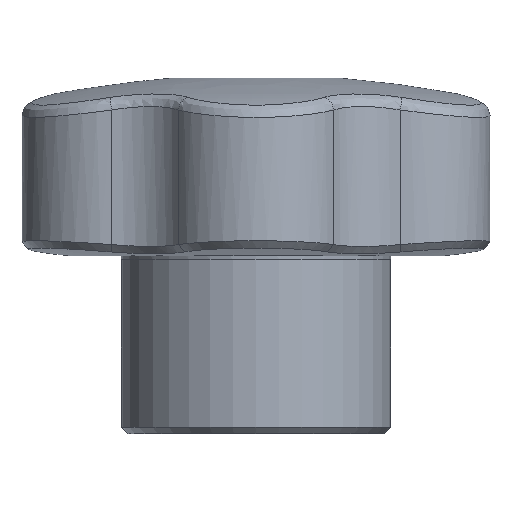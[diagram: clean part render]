
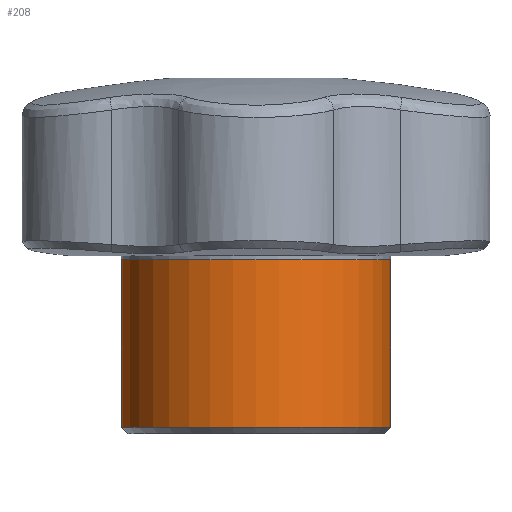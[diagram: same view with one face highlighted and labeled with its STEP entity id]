
A CAD part, left-side view. The second image highlights one B-rep face of the part: STEP entity #208.
In plain terms, the highlighted cylindrical face has radius 10.5 mm (diameter 21 mm), a full revolution.
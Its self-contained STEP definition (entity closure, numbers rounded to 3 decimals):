
#208 = ADVANCED_FACE( '', ( #450, #451 ), #452, .T. );
#450 = FACE_OUTER_BOUND( '', #2253, .T. );
#451 = FACE_OUTER_BOUND( '', #2254, .T. );
#452 = CYLINDRICAL_SURFACE( '', #2255, 10.5 );
#2253 = EDGE_LOOP( '', ( #3816 ) );
#2254 = EDGE_LOOP( '', ( #3817 ) );
#2255 = AXIS2_PLACEMENT_3D( '', #3818, #3819, #3820 );
#3816 = ORIENTED_EDGE( '', *, *, #4281, .T. );
#3817 = ORIENTED_EDGE( '', *, *, #4154, .F. );
#3818 = CARTESIAN_POINT( '', ( 0., 0., 28. ) );
#3819 = DIRECTION( '', ( 0., 0., -1. ) );
#3820 = DIRECTION( '', ( 1., 0., 0. ) );
#4154 = EDGE_CURVE( '', #4489, #4489, #4490, .T. );
#4281 = EDGE_CURVE( '', #4667, #4667, #4668, .T. );
#4489 = VERTEX_POINT( '', #5777 );
#4490 = CIRCLE( '', #5778, 10.5 );
#4667 = VERTEX_POINT( '', #6895 );
#4668 = CIRCLE( '', #6896, 10.5 );
#5777 = CARTESIAN_POINT( '', ( 10.5, 0., 13.239 ) );
#5778 = AXIS2_PLACEMENT_3D( '', #7476, #7477, #7478 );
#6895 = CARTESIAN_POINT( '', ( 10.5, 0., 0.137 ) );
#6896 = AXIS2_PLACEMENT_3D( '', #7583, #7584, #7585 );
#7476 = CARTESIAN_POINT( '', ( 0., 0., 13.239 ) );
#7477 = DIRECTION( '', ( 0., 0., 1. ) );
#7478 = DIRECTION( '', ( 1., 0., 0. ) );
#7583 = CARTESIAN_POINT( '', ( 0., 0., 0.137 ) );
#7584 = DIRECTION( '', ( 0., 0., 1. ) );
#7585 = DIRECTION( '', ( 1., 0., 0. ) );
